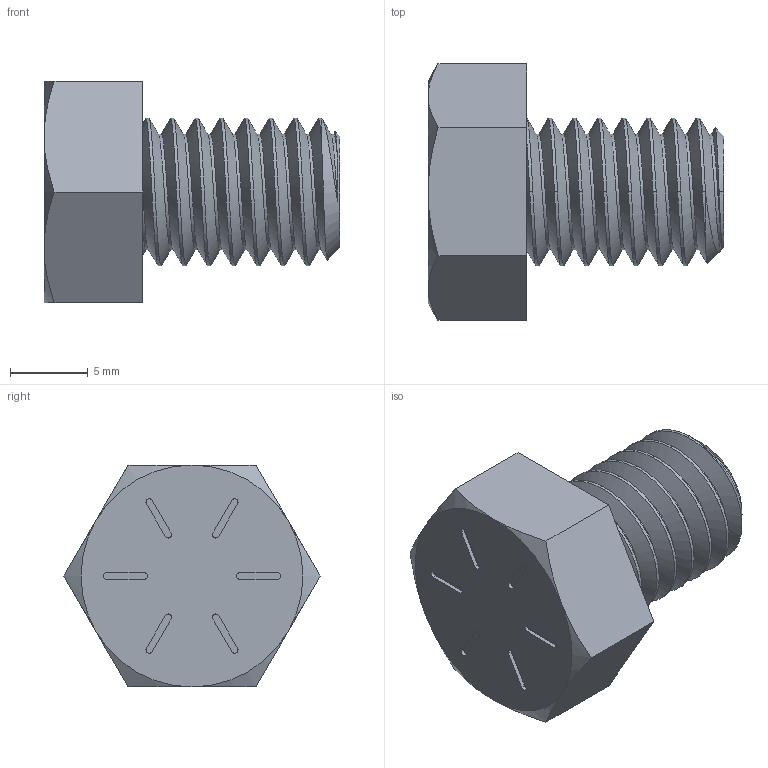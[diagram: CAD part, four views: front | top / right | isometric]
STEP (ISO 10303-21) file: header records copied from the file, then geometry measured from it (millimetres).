
FILE_DESCRIPTION (( 'STEP AP214' ), '1' );
FILE_NAME ('3-8x1-2in screw detailed.STEP', '2015-10-21T02:14:07', ( '' ), ( '' ), 'SwSTEP 2.0', 'SolidWorks 2015', '' );
FILE_SCHEMA (( 'AUTOMOTIVE_DESIGN' ));
Length unit declared in the file: inch
Products named in the file (1): 3-8x1-2in screw detailed
Bounding box: 19.05 x 16.5 x 14.29 mm (x, y, z)
Volume: 1835.9 mm3; surface area: 1237.4 mm2
Topology: 1 solids, 1 shells, 70 faces, 176 edges, 115 vertices
Faces by surface type: cylinder 32, plane 27, cone 8, bspline 3
Entity records: 3563 total; most frequent: CARTESIAN_POINT 1950, ORIENTED_EDGE 352, DIRECTION 301, EDGE_CURVE 176, VERTEX_POINT 115, AXIS2_PLACEMENT_3D 110, VECTOR 81, LINE 81
